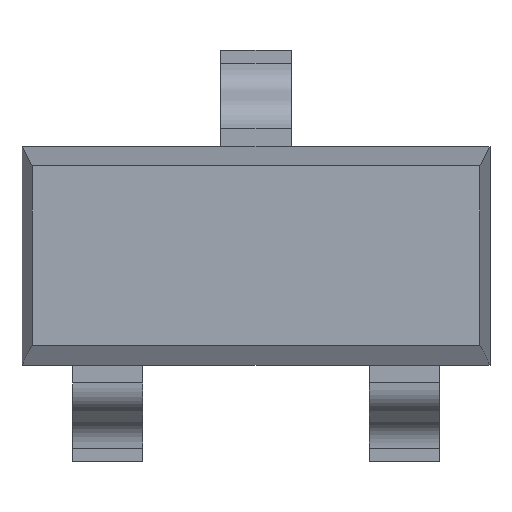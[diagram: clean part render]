
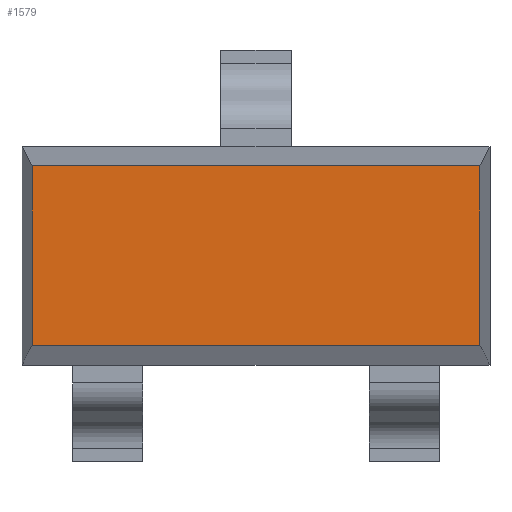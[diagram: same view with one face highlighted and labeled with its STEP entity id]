
A CAD part, top view. The second image highlights one B-rep face of the part: STEP entity #1579.
In plain terms, the highlighted planar face has unit normal (0, 0, 1).
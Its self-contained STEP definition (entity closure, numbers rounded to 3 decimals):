
#363 = PLANE ( 'NONE',  #846 ) ;
#364 = CARTESIAN_POINT ( 'NONE',  ( 1.5, -0.7, 1.08 ) ) ;
#365 = DIRECTION ( 'NONE',  ( 0., 0., -1. ) ) ;
#366 = DIRECTION ( 'NONE',  ( 0., 1., 0. ) ) ;
#409 = LINE ( 'NONE', #410, #875 ) ;
#410 = CARTESIAN_POINT ( 'NONE',  ( 1.5, -0.577, 1.08 ) ) ;
#411 = DIRECTION ( 'NONE',  ( 1., 0., 0. ) ) ;
#425 = LINE ( 'NONE', #426, #880 ) ;
#426 = CARTESIAN_POINT ( 'NONE',  ( 1.436, -0.7, 1.08 ) ) ;
#427 = DIRECTION ( 'NONE',  ( 0., 1., 0. ) ) ;
#761 = VECTOR ( 'NONE', #1007, 1000. ) ;
#840 = FACE_OUTER_BOUND ( 'NONE', #1301, .T. ) ;
#846 = AXIS2_PLACEMENT_3D ( 'NONE', #364, #365, #366 ) ;
#875 = VECTOR ( 'NONE', #411, 1000. ) ;
#880 = VECTOR ( 'NONE', #427, 1000. ) ;
#1005 = LINE ( 'NONE', #1006, #761 ) ;
#1006 = CARTESIAN_POINT ( 'NONE',  ( 1.5, 0.577, 1.08 ) ) ;
#1007 = DIRECTION ( 'NONE',  ( -1., 0., 0. ) ) ;
#1166 = VECTOR ( 'NONE', #1678, 1000. ) ;
#1289 = VERTEX_POINT ( 'NONE', #1347 ) ;
#1291 = VERTEX_POINT ( 'NONE', #1341 ) ;
#1295 = VERTEX_POINT ( 'NONE', #1348 ) ;
#1301 = EDGE_LOOP ( 'NONE', ( #1805, #1817, #1810, #1824 ) ) ;
#1315 = VERTEX_POINT ( 'NONE', #1632 ) ;
#1341 = CARTESIAN_POINT ( 'NONE',  ( -1.436, -0.577, 1.08 ) ) ;
#1347 = CARTESIAN_POINT ( 'NONE',  ( 1.436, -0.577, 1.08 ) ) ;
#1348 = CARTESIAN_POINT ( 'NONE',  ( -1.436, 0.577, 1.08 ) ) ;
#1413 = EDGE_CURVE ( 'NONE', #1295, #1291, #1676, .T. ) ;
#1429 = EDGE_CURVE ( 'NONE', #1315, #1295, #1005, .T. ) ;
#1579 = ADVANCED_FACE ( 'NONE', ( #840 ), #363, .F. ) ;
#1584 = EDGE_CURVE ( 'NONE', #1291, #1289, #409, .T. ) ;
#1589 = EDGE_CURVE ( 'NONE', #1289, #1315, #425, .T. ) ;
#1632 = CARTESIAN_POINT ( 'NONE',  ( 1.436, 0.577, 1.08 ) ) ;
#1676 = LINE ( 'NONE', #1677, #1166 ) ;
#1677 = CARTESIAN_POINT ( 'NONE',  ( -1.436, -0.7, 1.08 ) ) ;
#1678 = DIRECTION ( 'NONE',  ( 0., -1., 0. ) ) ;
#1805 = ORIENTED_EDGE ( 'NONE', *, *, #1584, .T. ) ;
#1810 = ORIENTED_EDGE ( 'NONE', *, *, #1429, .T. ) ;
#1817 = ORIENTED_EDGE ( 'NONE', *, *, #1589, .T. ) ;
#1824 = ORIENTED_EDGE ( 'NONE', *, *, #1413, .T. ) ;
